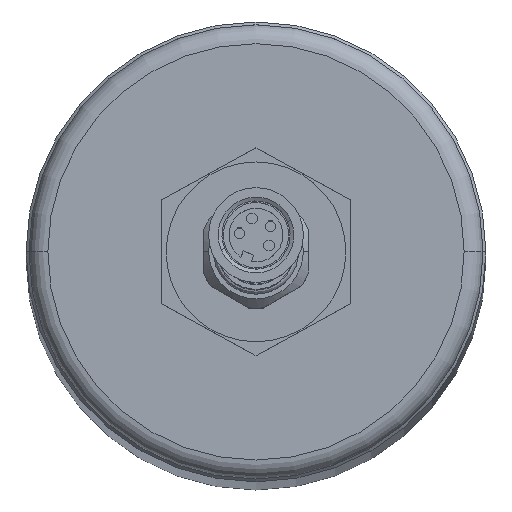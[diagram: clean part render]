
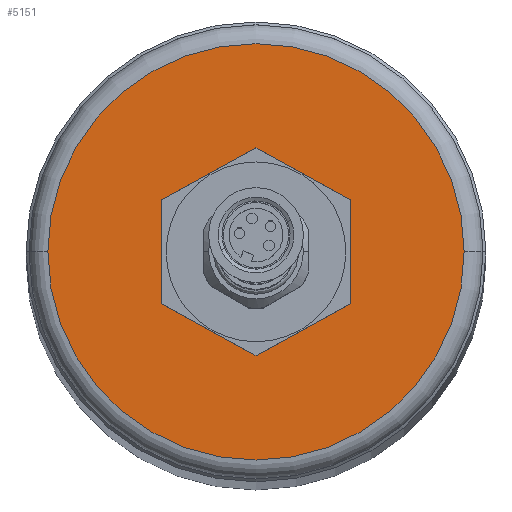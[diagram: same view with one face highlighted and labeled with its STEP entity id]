
A CAD part, top view. The second image highlights one B-rep face of the part: STEP entity #5151.
In plain terms, the highlighted planar face has unit normal (0, 0, 1).
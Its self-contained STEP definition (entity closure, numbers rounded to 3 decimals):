
#33 = VERTEX_POINT ( 'NONE', #448 ) ;
#89 = EDGE_CURVE ( 'NONE', #1030, #5065, #1468, .T. ) ;
#126 = DIRECTION ( 'NONE',  ( -1., 0., 0. ) ) ;
#364 = CARTESIAN_POINT ( 'NONE',  ( 9.5, 0., 0. ) ) ;
#448 = CARTESIAN_POINT ( 'NONE',  ( -22., 0., 0. ) ) ;
#506 = ORIENTED_EDGE ( 'NONE', *, *, #89, .F. ) ;
#531 = CARTESIAN_POINT ( 'NONE',  ( -9.5, 0., 0. ) ) ;
#535 = DIRECTION ( 'NONE',  ( 0., 0., 1. ) ) ;
#600 = AXIS2_PLACEMENT_3D ( 'NONE', #4669, #2304, #3491 ) ;
#613 = CARTESIAN_POINT ( 'NONE',  ( 0., 0., 0. ) ) ;
#628 = DIRECTION ( 'NONE',  ( 0., 0., 1. ) ) ;
#761 = CIRCLE ( 'NONE', #1174, 22. ) ;
#924 = ORIENTED_EDGE ( 'NONE', *, *, #4607, .T. ) ;
#1030 = VERTEX_POINT ( 'NONE', #364 ) ;
#1156 = CIRCLE ( 'NONE', #2486, 22. ) ;
#1174 = AXIS2_PLACEMENT_3D ( 'NONE', #4932, #1455, #1735 ) ;
#1235 = ORIENTED_EDGE ( 'NONE', *, *, #4221, .F. ) ;
#1340 = AXIS2_PLACEMENT_3D ( 'NONE', #4026, #4780, #126 ) ;
#1415 = CARTESIAN_POINT ( 'NONE',  ( 0., 0., 0. ) ) ;
#1455 = DIRECTION ( 'NONE',  ( 0., 0., 1. ) ) ;
#1468 = CIRCLE ( 'NONE', #3942, 9.5 ) ;
#1477 = PLANE ( 'NONE',  #600 ) ;
#1528 = FACE_BOUND ( 'NONE', #1736, .T. ) ;
#1735 = DIRECTION ( 'NONE',  ( -1., 0., 0. ) ) ;
#1736 = EDGE_LOOP ( 'NONE', ( #1235, #506 ) ) ;
#1916 = FACE_OUTER_BOUND ( 'NONE', #4713, .T. ) ;
#2304 = DIRECTION ( 'NONE',  ( 0., 0., -1. ) ) ;
#2486 = AXIS2_PLACEMENT_3D ( 'NONE', #613, #535, #4119 ) ;
#2686 = EDGE_CURVE ( 'NONE', #4867, #33, #1156, .T. ) ;
#3007 = CIRCLE ( 'NONE', #1340, 9.5 ) ;
#3313 = ORIENTED_EDGE ( 'NONE', *, *, #2686, .T. ) ;
#3491 = DIRECTION ( 'NONE',  ( -1., 0., 0. ) ) ;
#3942 = AXIS2_PLACEMENT_3D ( 'NONE', #1415, #628, #4133 ) ;
#4026 = CARTESIAN_POINT ( 'NONE',  ( 0., 0., 0. ) ) ;
#4119 = DIRECTION ( 'NONE',  ( -1., 0., 0. ) ) ;
#4133 = DIRECTION ( 'NONE',  ( -1., 0., 0. ) ) ;
#4221 = EDGE_CURVE ( 'NONE', #5065, #1030, #3007, .T. ) ;
#4406 = CARTESIAN_POINT ( 'NONE',  ( 22., 0., 0. ) ) ;
#4607 = EDGE_CURVE ( 'NONE', #33, #4867, #761, .T. ) ;
#4669 = CARTESIAN_POINT ( 'NONE',  ( 0., 0., 0. ) ) ;
#4713 = EDGE_LOOP ( 'NONE', ( #924, #3313 ) ) ;
#4780 = DIRECTION ( 'NONE',  ( 0., 0., 1. ) ) ;
#4867 = VERTEX_POINT ( 'NONE', #4406 ) ;
#4932 = CARTESIAN_POINT ( 'NONE',  ( 0., 0., 0. ) ) ;
#5065 = VERTEX_POINT ( 'NONE', #531 ) ;
#5151 = ADVANCED_FACE ( 'NONE', ( #1916, #1528 ), #1477, .F. ) ;
